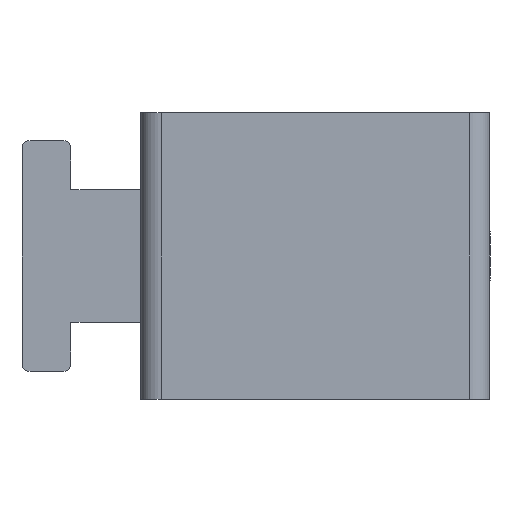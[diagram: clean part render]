
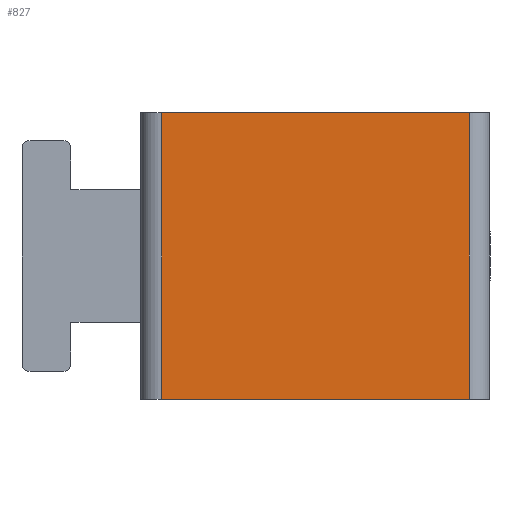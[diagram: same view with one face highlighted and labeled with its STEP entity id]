
A CAD part, left-side view. The second image highlights one B-rep face of the part: STEP entity #827.
In plain terms, the highlighted planar face has unit normal (-1, 0, 0).
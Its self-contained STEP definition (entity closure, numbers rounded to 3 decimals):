
#48 = EDGE_CURVE ( 'NONE', #1207, #944, #1244, .T. ) ;
#79 = ORIENTED_EDGE ( 'NONE', *, *, #698, .T. ) ;
#99 = VECTOR ( 'NONE', #1313, 1000. ) ;
#121 = DIRECTION ( 'NONE',  ( 1., 0., 0. ) ) ;
#173 = ORIENTED_EDGE ( 'NONE', *, *, #757, .T. ) ;
#184 = DIRECTION ( 'NONE',  ( 0., 1., 0. ) ) ;
#225 = DIRECTION ( 'NONE',  ( 0., 0., -1. ) ) ;
#256 = CARTESIAN_POINT ( 'NONE',  ( -110.5, 47., 20.5 ) ) ;
#485 = DIRECTION ( 'NONE',  ( 0., -1., 0. ) ) ;
#630 = VECTOR ( 'NONE', #184, 1000. ) ;
#646 = CARTESIAN_POINT ( 'NONE',  ( -110.5, 3., 20.5 ) ) ;
#686 = CARTESIAN_POINT ( 'NONE',  ( -110.5, 3., -20.5 ) ) ;
#698 = EDGE_CURVE ( 'NONE', #1088, #1207, #793, .T. ) ;
#757 = EDGE_CURVE ( 'NONE', #944, #1248, #1764, .T. ) ;
#793 = LINE ( 'NONE', #1632, #630 ) ;
#827 = ADVANCED_FACE ( 'NONE', ( #847 ), #1130, .F. ) ;
#847 = FACE_OUTER_BOUND ( 'NONE', #1712, .T. ) ;
#900 = LINE ( 'NONE', #1453, #99 ) ;
#944 = VERTEX_POINT ( 'NONE', #1279 ) ;
#945 = CARTESIAN_POINT ( 'NONE',  ( -110.5, 0., -20.5 ) ) ;
#1076 = EDGE_CURVE ( 'NONE', #1088, #1248, #900, .T. ) ;
#1083 = VECTOR ( 'NONE', #485, 1000. ) ;
#1088 = VERTEX_POINT ( 'NONE', #646 ) ;
#1130 = PLANE ( 'NONE',  #1201 ) ;
#1201 = AXIS2_PLACEMENT_3D ( 'NONE', #1405, #121, #1397 ) ;
#1207 = VERTEX_POINT ( 'NONE', #1507 ) ;
#1244 = LINE ( 'NONE', #256, #1528 ) ;
#1248 = VERTEX_POINT ( 'NONE', #686 ) ;
#1279 = CARTESIAN_POINT ( 'NONE',  ( -110.5, 47., -20.5 ) ) ;
#1313 = DIRECTION ( 'NONE',  ( 0., 0., -1. ) ) ;
#1353 = ORIENTED_EDGE ( 'NONE', *, *, #48, .T. ) ;
#1397 = DIRECTION ( 'NONE',  ( 0., 1., 0. ) ) ;
#1405 = CARTESIAN_POINT ( 'NONE',  ( -110.5, 0., 0. ) ) ;
#1453 = CARTESIAN_POINT ( 'NONE',  ( -110.5, 3., -20.5 ) ) ;
#1507 = CARTESIAN_POINT ( 'NONE',  ( -110.5, 47., 20.5 ) ) ;
#1528 = VECTOR ( 'NONE', #225, 1000. ) ;
#1632 = CARTESIAN_POINT ( 'NONE',  ( -110.5, 0., 20.5 ) ) ;
#1657 = ORIENTED_EDGE ( 'NONE', *, *, #1076, .F. ) ;
#1712 = EDGE_LOOP ( 'NONE', ( #1353, #173, #1657, #79 ) ) ;
#1764 = LINE ( 'NONE', #945, #1083 ) ;
